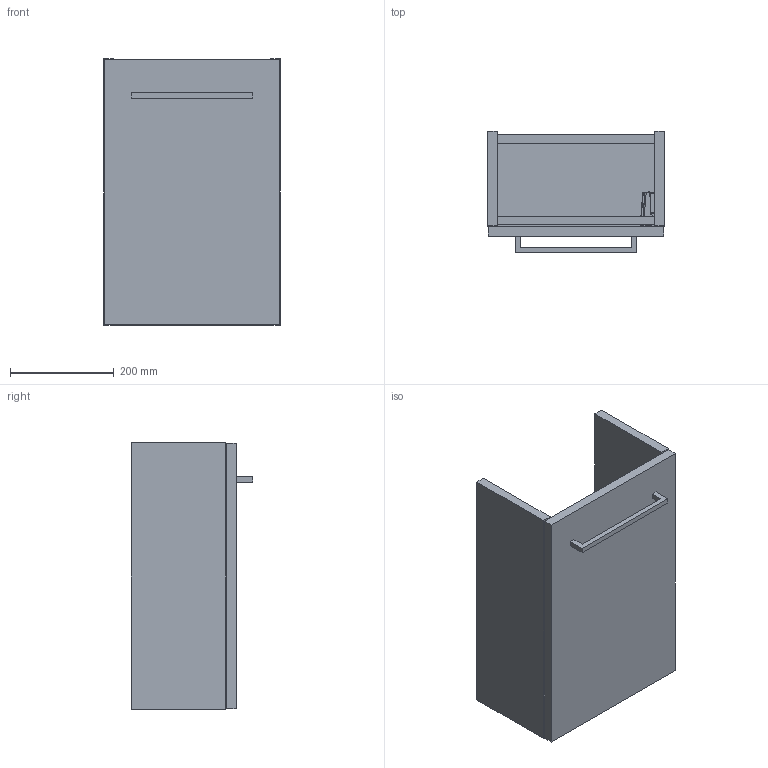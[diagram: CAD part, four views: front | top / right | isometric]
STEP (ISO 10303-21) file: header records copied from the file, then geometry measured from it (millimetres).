
FILE_DESCRIPTION(/* description */ (''),/* implementation_level */ '2;1');
FILE_NAME(/* name */ 'A87601_RFS.stp',/* time_stamp */ '2019-09-30T09:48:08+02:00',/* author */ ('goellnera'),/* organization */ (''),/* preprocessor_version */ 'ST-DEVELOPER v16.1',/* originating_system */ 'Autodesk Inventor 2016',/* authorisation */ '');
FILE_SCHEMA (('AUTOMOTIVE_DESIGN { 1 0 10303 214 3 1 1 }'));
Length unit declared in the file: millimetre
Products named in the file (22): A87601_RFS_1; A87601_RFS_2; A87601_RFS_3; A87601_RFS_4; A87601_RFS_5; A87601_RFS_6; A87601_RFS_7; A87601_RFS_8; A87601_RFS_9; A87601_RFS_10; A87601_RFS_11; A87601_RFS_12; A87601_RFS_13; A87601_RFS_14; A87601_RFS_15; A87601_RFS_16; A87601_RFS_17; A87601_RFS_18; A87601_RFS_19; A87601_RFS_20; A87601_RFS_21; A87601_RFS
Assembly tree (21 placements, depth 2):
  A87601_RFS
    A87601_RFS_1
    A87601_RFS_2
    A87601_RFS_3
    A87601_RFS_4
    A87601_RFS_5
    A87601_RFS_6
    A87601_RFS_7
    A87601_RFS_8
    A87601_RFS_9
    A87601_RFS_10
    A87601_RFS_11
    A87601_RFS_12
    A87601_RFS_13
    A87601_RFS_14
    A87601_RFS_15
    A87601_RFS_16
    A87601_RFS_17
    A87601_RFS_18
    A87601_RFS_19
    A87601_RFS_20
    A87601_RFS_21
Bounding box: 340 x 234 x 514 mm (x, y, z)
Volume: 9184632.9 mm3; surface area: 1214224.7 mm2
Topology: 21 solids, 21 shells, 762 faces, 2035 edges, 1346 vertices
Faces by surface type: plane 508, cylinder 212, bspline 18, cone 16, torus 8
Full cylindrical faces by diameter (mm): 4 x2
Entity records: 25440 total; most frequent: CARTESIAN_POINT 5690, ORIENTED_EDGE 4066, DIRECTION 3935, EDGE_CURVE 2033, LINE 1533, VECTOR 1533, VERTEX_POINT 1346, AXIS2_PLACEMENT_3D 1201
